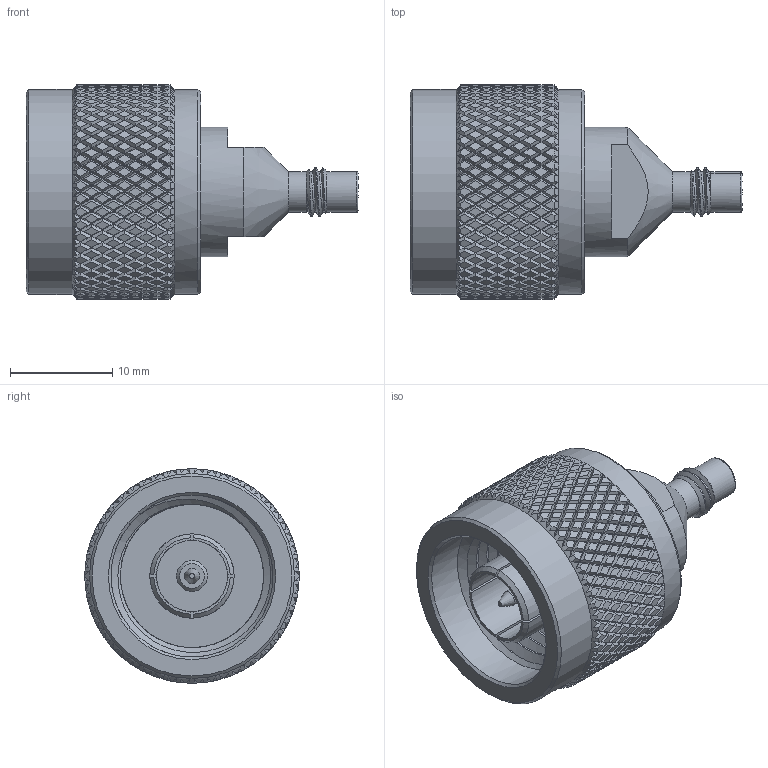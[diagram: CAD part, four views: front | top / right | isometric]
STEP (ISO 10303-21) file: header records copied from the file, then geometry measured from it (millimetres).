
FILE_DESCRIPTION (( 'STEP AP203' ), '1' );
FILE_NAME ('PE9317_3D.step', '2020-07-02T14:46:12', ( '' ), ( '' ), 'SwSTEP 2.0', 'SolidWorks 2018', '' );
FILE_SCHEMA (( 'CONFIG_CONTROL_DESIGN' ));
Products named in the file (1): PE9317_3D
Bounding box: 32.54 x 21 x 21 mm (x, y, z)
Volume: 4784.7 mm3; surface area: 3691.6 mm2
Topology: 1 solids, 1 shells, 2580 faces, 5457 edges, 2889 vertices
Faces by surface type: bspline 2007, cylinder 521, plane 32, cone 20
Full cylindrical faces by diameter (mm): 0.533 x1, 1.524 x1, 2.692 x1, 3.048 x1, 3.454 x1, 3.962 x2, 6.985 x1, 8.255 x1, 12.7 x1, 15.875 x5, 16.394 x1, 16.902 x1, 20.054 x1, 20.096 x1
Entity records: 116198 total; most frequent: CARTESIAN_POINT 83760, ORIENTED_EDGE 10814, EDGE_CURVE 5407, VERTEX_POINT 2869, EDGE_LOOP 2610, FACE_OUTER_BOUND 2591, ADVANCED_FACE 2575, B_SPLINE_CURVE_WITH_KNOTS 2244
